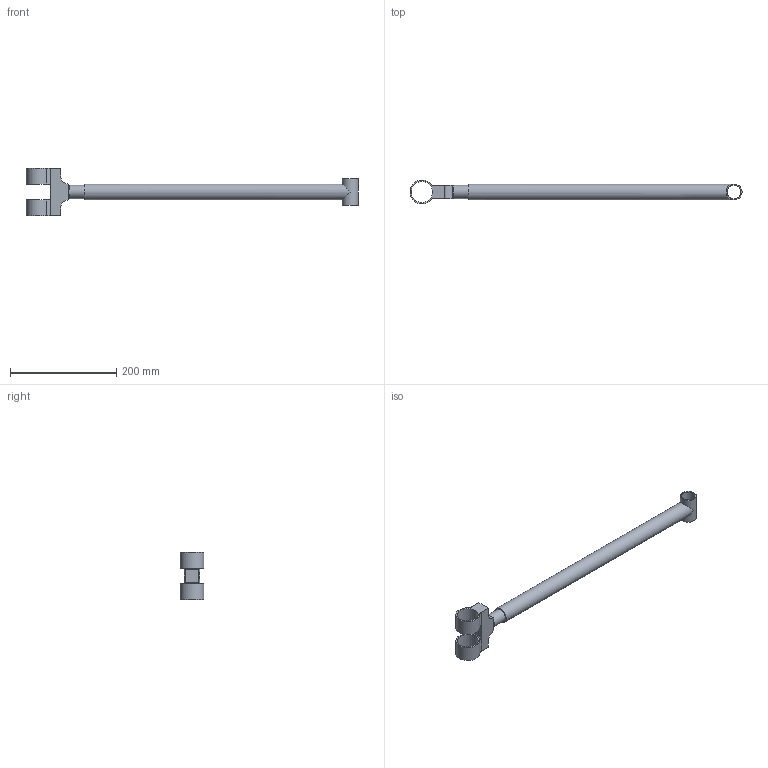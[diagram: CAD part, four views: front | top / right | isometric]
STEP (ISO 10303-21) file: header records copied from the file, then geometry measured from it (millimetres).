
FILE_DESCRIPTION(/* description */ (''),/* implementation_level */ '2;1');
FILE_NAME(/* name */ 'femur_.step',/* time_stamp */ '2024-04-10T12:15:54+05:30',/* author */ (''),/* organization */ (''),/* preprocessor_version */ 'ST-DEVELOPER v20',/* originating_system */ 'Autodesk Translation Framework v12.20.1.177',/* authorisation */ '');
FILE_SCHEMA (('AUTOMOTIVE_DESIGN { 1 0 10303 214 3 1 1 }'));
Length unit declared in the file: millimetre
Products named in the file (1): femur
Bounding box: 625 x 44.96 x 90 mm (x, y, z)
Volume: 211338.1 mm3; surface area: 121188.8 mm2
Topology: 2 solids, 2 shells, 39 faces, 100 edges, 62 vertices
Faces by surface type: cylinder 18, plane 15, bspline 4, torus 2
Full cylindrical faces by diameter (mm): 25 x3, 30 x2, 40 x2
Entity records: 1448 total; most frequent: CARTESIAN_POINT 467, DIRECTION 202, ORIENTED_EDGE 192, EDGE_CURVE 96, AXIS2_PLACEMENT_3D 79, VERTEX_POINT 62, EDGE_LOOP 46, LINE 44
